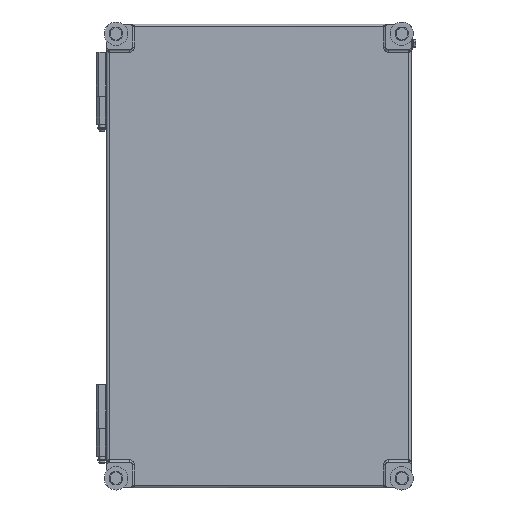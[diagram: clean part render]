
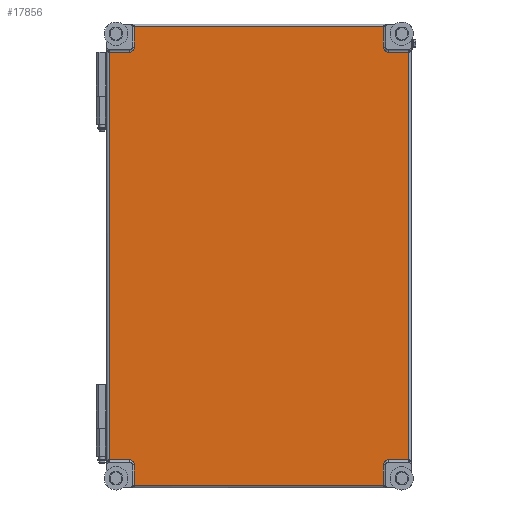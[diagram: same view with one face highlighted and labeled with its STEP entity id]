
A CAD part, front view. The second image highlights one B-rep face of the part: STEP entity #17856.
In plain terms, the highlighted face is planar.
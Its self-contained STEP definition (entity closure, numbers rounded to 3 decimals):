
#8002 = EDGE_CURVE ( 'NONE', #70198, #70199, #91913, .T. ) ;
#8005 = EDGE_CURVE ( 'NONE', #70199, #70208, #91926, .T. ) ;
#8007 = EDGE_CURVE ( 'NONE', #70208, #77947, #91930, .T. ) ;
#8009 = EDGE_CURVE ( 'NONE', #77947, #77948, #91935, .T. ) ;
#8012 = EDGE_CURVE ( 'NONE', #77948, #77949, #91937, .T. ) ;
#8014 = EDGE_CURVE ( 'NONE', #77949, #77950, #91941, .T. ) ;
#8016 = EDGE_CURVE ( 'NONE', #77950, #77951, #91944, .T. ) ;
#8019 = EDGE_CURVE ( 'NONE', #77951, #77952, #91946, .T. ) ;
#8021 = EDGE_CURVE ( 'NONE', #77952, #77953, #91948, .T. ) ;
#8022 = EDGE_CURVE ( 'NONE', #77953, #77954, #91951, .T. ) ;
#8023 = EDGE_CURVE ( 'NONE', #77954, #77955, #91956, .T. ) ;
#8024 = EDGE_CURVE ( 'NONE', #77955, #77956, #91960, .T. ) ;
#8026 = EDGE_CURVE ( 'NONE', #77956, #77957, #91962, .T. ) ;
#8029 = EDGE_CURVE ( 'NONE', #77957, #77958, #91967, .T. ) ;
#8030 = EDGE_CURVE ( 'NONE', #77958, #77959, #91971, .T. ) ;
#8032 = EDGE_CURVE ( 'NONE', #77959, #70198, #91975, .T. ) ;
#17856 = ADVANCED_FACE ( 'NONE', ( #41723 ), #68719, .F. ) ;
#25844 = ORIENTED_EDGE ( 'NONE', *, *, #8002, .T. ) ;
#25846 = ORIENTED_EDGE ( 'NONE', *, *, #8005, .T. ) ;
#25848 = ORIENTED_EDGE ( 'NONE', *, *, #8007, .T. ) ;
#25850 = ORIENTED_EDGE ( 'NONE', *, *, #8009, .T. ) ;
#25851 = ORIENTED_EDGE ( 'NONE', *, *, #8012, .T. ) ;
#25854 = ORIENTED_EDGE ( 'NONE', *, *, #8014, .T. ) ;
#25856 = ORIENTED_EDGE ( 'NONE', *, *, #8016, .T. ) ;
#25858 = ORIENTED_EDGE ( 'NONE', *, *, #8019, .T. ) ;
#25859 = ORIENTED_EDGE ( 'NONE', *, *, #8021, .T. ) ;
#25861 = ORIENTED_EDGE ( 'NONE', *, *, #8022, .T. ) ;
#25863 = ORIENTED_EDGE ( 'NONE', *, *, #8023, .T. ) ;
#25865 = ORIENTED_EDGE ( 'NONE', *, *, #8024, .T. ) ;
#25867 = ORIENTED_EDGE ( 'NONE', *, *, #8026, .T. ) ;
#25869 = ORIENTED_EDGE ( 'NONE', *, *, #8029, .T. ) ;
#25871 = ORIENTED_EDGE ( 'NONE', *, *, #8030, .T. ) ;
#25873 = ORIENTED_EDGE ( 'NONE', *, *, #8032, .T. ) ;
#32903 = AXIS2_PLACEMENT_3D ( 'NONE', #68714, #68727, #68730 ) ;
#39194 = EDGE_LOOP ( 'NONE', ( #25844, #25846, #25848, #25850, #25851, #25854, #25856, #25858, #25859, #25861, #25863, #25865, #25867, #25869, #25871, #25873 ) ) ;
#41723 = FACE_OUTER_BOUND ( 'NONE', #39194, .T. ) ;
#64941 = AXIS2_PLACEMENT_3D ( 'NONE', #105564, #105565, #105566 ) ;
#64944 = AXIS2_PLACEMENT_3D ( 'NONE', #105573, #105574, #105575 ) ;
#64948 = AXIS2_PLACEMENT_3D ( 'NONE', #105582, #105583, #105584 ) ;
#64952 = AXIS2_PLACEMENT_3D ( 'NONE', #105590, #105591, #105592 ) ;
#68714 = CARTESIAN_POINT ( 'NONE',  ( -240., -365., 0. ) ) ;
#68719 = PLANE ( 'NONE',  #32903 ) ;
#68727 = DIRECTION ( 'NONE',  ( 0., 0., 1. ) ) ;
#68730 = DIRECTION ( 'NONE',  ( 1., 0., 0. ) ) ;
#70198 = VERTEX_POINT ( 'NONE', #90040 ) ;
#70199 = VERTEX_POINT ( 'NONE', #90042 ) ;
#70208 = VERTEX_POINT ( 'NONE', #90062 ) ;
#77947 = VERTEX_POINT ( 'NONE', #90063 ) ;
#77948 = VERTEX_POINT ( 'NONE', #90076 ) ;
#77949 = VERTEX_POINT ( 'NONE', #90078 ) ;
#77950 = VERTEX_POINT ( 'NONE', #90066 ) ;
#77951 = VERTEX_POINT ( 'NONE', #90081 ) ;
#77952 = VERTEX_POINT ( 'NONE', #90084 ) ;
#77953 = VERTEX_POINT ( 'NONE', #90085 ) ;
#77954 = VERTEX_POINT ( 'NONE', #90069 ) ;
#77955 = VERTEX_POINT ( 'NONE', #90087 ) ;
#77956 = VERTEX_POINT ( 'NONE', #90090 ) ;
#77957 = VERTEX_POINT ( 'NONE', #90093 ) ;
#77958 = VERTEX_POINT ( 'NONE', #90072 ) ;
#77959 = VERTEX_POINT ( 'NONE', #90095 ) ;
#90040 = CARTESIAN_POINT ( 'NONE',  ( 196.084, -361., 0. ) ) ;
#90042 = CARTESIAN_POINT ( 'NONE',  ( -196.084, -361., 0. ) ) ;
#90062 = CARTESIAN_POINT ( 'NONE',  ( -196.084, -329., 0. ) ) ;
#90063 = CARTESIAN_POINT ( 'NONE',  ( -204., -321.084, 0. ) ) ;
#90066 = CARTESIAN_POINT ( 'NONE',  ( -204., 321.084, 0. ) ) ;
#90069 = CARTESIAN_POINT ( 'NONE',  ( 196.084, 329., 0. ) ) ;
#90072 = CARTESIAN_POINT ( 'NONE',  ( 204., -321.084, 0. ) ) ;
#90076 = CARTESIAN_POINT ( 'NONE',  ( -236., -321.084, 0. ) ) ;
#90078 = CARTESIAN_POINT ( 'NONE',  ( -236., 321.084, 0. ) ) ;
#90081 = CARTESIAN_POINT ( 'NONE',  ( -196.084, 329., 0. ) ) ;
#90084 = CARTESIAN_POINT ( 'NONE',  ( -196.084, 361., 0. ) ) ;
#90085 = CARTESIAN_POINT ( 'NONE',  ( 196.084, 361., 0. ) ) ;
#90087 = CARTESIAN_POINT ( 'NONE',  ( 204., 321.084, 0. ) ) ;
#90090 = CARTESIAN_POINT ( 'NONE',  ( 236., 321.084, 0. ) ) ;
#90093 = CARTESIAN_POINT ( 'NONE',  ( 236., -321.084, 0. ) ) ;
#90095 = CARTESIAN_POINT ( 'NONE',  ( 196.084, -329., 0. ) ) ;
#91913 = LINE ( 'NONE', #105558, #91922 ) ;
#91922 = VECTOR ( 'NONE', #105560, 1000. ) ;
#91926 = LINE ( 'NONE', #105553, #91933 ) ;
#91930 = CIRCLE ( 'NONE', #64941, 7.916 ) ;
#91933 = VECTOR ( 'NONE', #105561, 1000. ) ;
#91935 = LINE ( 'NONE', #105559, #91939 ) ;
#91937 = LINE ( 'NONE', #105567, #91943 ) ;
#91939 = VECTOR ( 'NONE', #105551, 1000. ) ;
#91941 = LINE ( 'NONE', #105569, #91945 ) ;
#91943 = VECTOR ( 'NONE', #105568, 1000. ) ;
#91944 = CIRCLE ( 'NONE', #64944, 7.916 ) ;
#91945 = VECTOR ( 'NONE', #105570, 1000. ) ;
#91946 = LINE ( 'NONE', #105562, #91950 ) ;
#91948 = LINE ( 'NONE', #105576, #91954 ) ;
#91950 = VECTOR ( 'NONE', #105563, 1000. ) ;
#91951 = LINE ( 'NONE', #105578, #91958 ) ;
#91954 = VECTOR ( 'NONE', #105577, 1000. ) ;
#91956 = CIRCLE ( 'NONE', #64948, 7.916 ) ;
#91958 = VECTOR ( 'NONE', #105579, 1000. ) ;
#91960 = LINE ( 'NONE', #105571, #91964 ) ;
#91962 = LINE ( 'NONE', #105585, #91969 ) ;
#91964 = VECTOR ( 'NONE', #105572, 1000. ) ;
#91967 = LINE ( 'NONE', #105587, #91973 ) ;
#91969 = VECTOR ( 'NONE', #105586, 1000. ) ;
#91971 = CIRCLE ( 'NONE', #64952, 7.916 ) ;
#91973 = VECTOR ( 'NONE', #105588, 1000. ) ;
#91975 = LINE ( 'NONE', #105580, #91980 ) ;
#91980 = VECTOR ( 'NONE', #105581, 1000. ) ;
#105551 = DIRECTION ( 'NONE',  ( -1., 0., 0. ) ) ;
#105553 = CARTESIAN_POINT ( 'NONE',  ( -196.084, -365., 0. ) ) ;
#105558 = CARTESIAN_POINT ( 'NONE',  ( -240., -361., 0. ) ) ;
#105559 = CARTESIAN_POINT ( 'NONE',  ( -240., -321.084, 0. ) ) ;
#105560 = DIRECTION ( 'NONE',  ( -1., 0., 0. ) ) ;
#105561 = DIRECTION ( 'NONE',  ( 0., 1., 0. ) ) ;
#105562 = CARTESIAN_POINT ( 'NONE',  ( -196.084, -365., 0. ) ) ;
#105563 = DIRECTION ( 'NONE',  ( 0., 1., 0. ) ) ;
#105564 = CARTESIAN_POINT ( 'NONE',  ( -204., -329., 0. ) ) ;
#105565 = DIRECTION ( 'NONE',  ( 0., 0., 1. ) ) ;
#105566 = DIRECTION ( 'NONE',  ( 1., 0., 0. ) ) ;
#105567 = CARTESIAN_POINT ( 'NONE',  ( -236., -365., 0. ) ) ;
#105568 = DIRECTION ( 'NONE',  ( 0., 1., 0. ) ) ;
#105569 = CARTESIAN_POINT ( 'NONE',  ( -240., 321.084, 0. ) ) ;
#105570 = DIRECTION ( 'NONE',  ( 1., 0., 0. ) ) ;
#105571 = CARTESIAN_POINT ( 'NONE',  ( -240., 321.084, 0. ) ) ;
#105572 = DIRECTION ( 'NONE',  ( 1., 0., 0. ) ) ;
#105573 = CARTESIAN_POINT ( 'NONE',  ( -204., 329., 0. ) ) ;
#105574 = DIRECTION ( 'NONE',  ( 0., 0., 1. ) ) ;
#105575 = DIRECTION ( 'NONE',  ( 1., 0., 0. ) ) ;
#105576 = CARTESIAN_POINT ( 'NONE',  ( -240., 361., 0. ) ) ;
#105577 = DIRECTION ( 'NONE',  ( 1., 0., 0. ) ) ;
#105578 = CARTESIAN_POINT ( 'NONE',  ( 196.084, -365., 0. ) ) ;
#105579 = DIRECTION ( 'NONE',  ( 0., -1., 0. ) ) ;
#105580 = CARTESIAN_POINT ( 'NONE',  ( 196.084, -365., 0. ) ) ;
#105581 = DIRECTION ( 'NONE',  ( 0., -1., 0. ) ) ;
#105582 = CARTESIAN_POINT ( 'NONE',  ( 204., 329., 0. ) ) ;
#105583 = DIRECTION ( 'NONE',  ( 0., 0., 1. ) ) ;
#105584 = DIRECTION ( 'NONE',  ( 1., 0., 0. ) ) ;
#105585 = CARTESIAN_POINT ( 'NONE',  ( 236., -365., 0. ) ) ;
#105586 = DIRECTION ( 'NONE',  ( 0., -1., 0. ) ) ;
#105587 = CARTESIAN_POINT ( 'NONE',  ( -240., -321.084, 0. ) ) ;
#105588 = DIRECTION ( 'NONE',  ( -1., 0., 0. ) ) ;
#105590 = CARTESIAN_POINT ( 'NONE',  ( 204., -329., 0. ) ) ;
#105591 = DIRECTION ( 'NONE',  ( 0., 0., 1. ) ) ;
#105592 = DIRECTION ( 'NONE',  ( 1., 0., 0. ) ) ;
